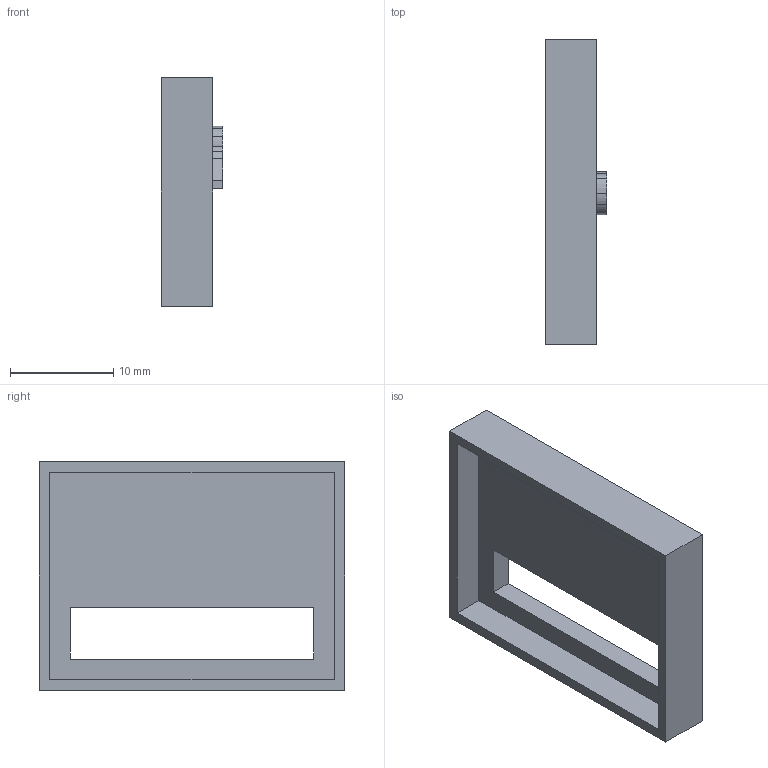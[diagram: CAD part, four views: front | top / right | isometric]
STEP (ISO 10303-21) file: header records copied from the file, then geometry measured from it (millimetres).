
FILE_DESCRIPTION(/* description */ ('STEP AP242','CAx-IF Rec.Pracs.---Representation and Presentation of Product Manufacturing Information (PMI)---4.0---2014-10-13','CAx-IF Rec.Pracs.---3D Tessellated Geometry---0.4---2014-09-14','2;1'),/* implementation_level */ '2;1');
FILE_NAME(/* name */ '66d5b9db88e2e62abc30a310',/* time_stamp */ '2024-09-02T13:13:00Z',/* author */ (''),/* organization */ (''),/* preprocessor_version */ 'ST-DEVELOPER v20',/* originating_system */ ' ',/* authorisation */ ' ');
FILE_SCHEMA (('AP242_MANAGED_MODEL_BASED_3D_ENGINEERING_MIM_LF { 1 0 10303 442 1 1 4 }'));
Length unit declared in the file: metre
Products named in the file (1): sensor_cover
Bounding box: 6 x 29.6 x 22.1 mm (x, y, z)
Volume: 1383.6 mm3; surface area: 2017 mm2
Topology: 1 solids, 1 shells, 36 faces, 96 edges, 64 vertices
Faces by surface type: plane 23, bspline 11, cylinder 2
Entity records: 1174 total; most frequent: CARTESIAN_POINT 318, ORIENTED_EDGE 192, DIRECTION 130, EDGE_CURVE 96, LINE 70, VECTOR 70, VERTEX_POINT 64, EDGE_LOOP 40
